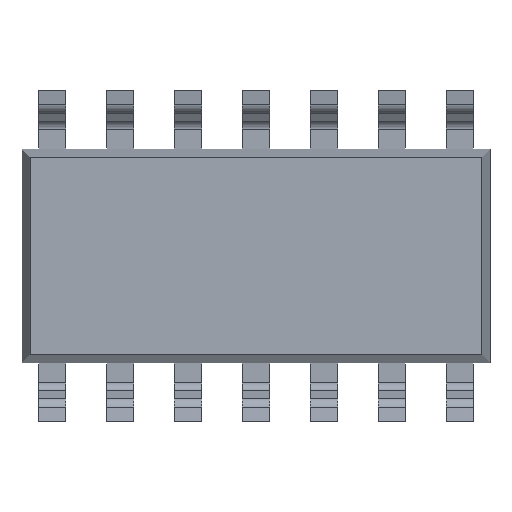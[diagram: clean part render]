
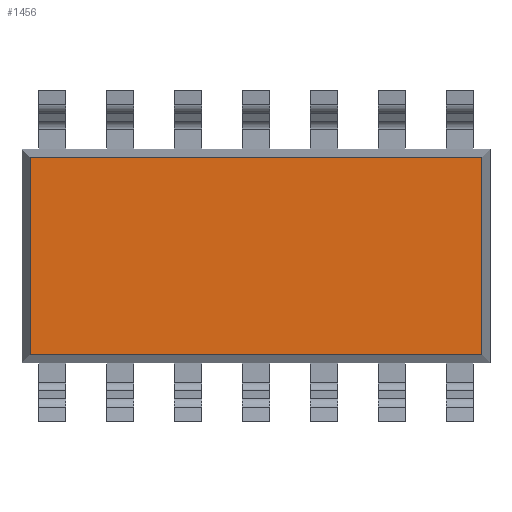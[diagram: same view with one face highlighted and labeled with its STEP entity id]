
A CAD part, front view. The second image highlights one B-rep face of the part: STEP entity #1456.
In plain terms, the highlighted planar face has unit normal (0, -1, 0).
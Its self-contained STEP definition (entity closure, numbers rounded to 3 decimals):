
#382 = ORIENTED_EDGE ( 'NONE', *, *, #5598, .F. ) ;
#797 = CARTESIAN_POINT ( 'NONE',  ( -4.225, -0.75, -2. ) ) ;
#1380 = FACE_OUTER_BOUND ( 'NONE', #7536, .T. ) ;
#1448 = LINE ( 'NONE', #8744, #4745 ) ;
#1456 = ADVANCED_FACE ( 'NONE', ( #1380 ), #3174, .F. ) ;
#1891 = CARTESIAN_POINT ( 'NONE',  ( 4.225, -0.75, 1.85 ) ) ;
#2640 = DIRECTION ( 'NONE',  ( 0., 0., 1. ) ) ;
#3143 = DIRECTION ( 'NONE',  ( 0., 1., 0. ) ) ;
#3174 = PLANE ( 'NONE',  #3828 ) ;
#3549 = LINE ( 'NONE', #6583, #5305 ) ;
#3617 = ORIENTED_EDGE ( 'NONE', *, *, #4659, .T. ) ;
#3828 = AXIS2_PLACEMENT_3D ( 'NONE', #4710, #3143, #7036 ) ;
#3982 = EDGE_CURVE ( 'NONE', #7921, #4314, #8963, .T. ) ;
#4006 = EDGE_CURVE ( 'NONE', #9143, #8815, #5267, .T. ) ;
#4127 = DIRECTION ( 'NONE',  ( 1., 0., 0. ) ) ;
#4314 = VERTEX_POINT ( 'NONE', #1891 ) ;
#4659 = EDGE_CURVE ( 'NONE', #9143, #7921, #1448, .T. ) ;
#4710 = CARTESIAN_POINT ( 'NONE',  ( 0., -0.75, 0. ) ) ;
#4745 = VECTOR ( 'NONE', #4127, 1000. ) ;
#5267 = LINE ( 'NONE', #797, #5749 ) ;
#5305 = VECTOR ( 'NONE', #8865, 1000. ) ;
#5395 = CARTESIAN_POINT ( 'NONE',  ( -4.225, -0.75, 1.85 ) ) ;
#5598 = EDGE_CURVE ( 'NONE', #8815, #4314, #3549, .T. ) ;
#5612 = CARTESIAN_POINT ( 'NONE',  ( 4.225, -0.75, -2. ) ) ;
#5749 = VECTOR ( 'NONE', #7614, 1000. ) ;
#6583 = CARTESIAN_POINT ( 'NONE',  ( -4.375, -0.75, 1.85 ) ) ;
#6729 = ORIENTED_EDGE ( 'NONE', *, *, #4006, .F. ) ;
#6956 = VECTOR ( 'NONE', #2640, 1000. ) ;
#7036 = DIRECTION ( 'NONE',  ( 0., 0., 1. ) ) ;
#7205 = CARTESIAN_POINT ( 'NONE',  ( 4.225, -0.75, -1.85 ) ) ;
#7536 = EDGE_LOOP ( 'NONE', ( #3617, #9248, #382, #6729 ) ) ;
#7614 = DIRECTION ( 'NONE',  ( 0., 0., 1. ) ) ;
#7921 = VERTEX_POINT ( 'NONE', #7205 ) ;
#8044 = CARTESIAN_POINT ( 'NONE',  ( -4.225, -0.75, -1.85 ) ) ;
#8744 = CARTESIAN_POINT ( 'NONE',  ( -4.375, -0.75, -1.85 ) ) ;
#8815 = VERTEX_POINT ( 'NONE', #5395 ) ;
#8865 = DIRECTION ( 'NONE',  ( 1., 0., 0. ) ) ;
#8963 = LINE ( 'NONE', #5612, #6956 ) ;
#9143 = VERTEX_POINT ( 'NONE', #8044 ) ;
#9248 = ORIENTED_EDGE ( 'NONE', *, *, #3982, .T. ) ;
